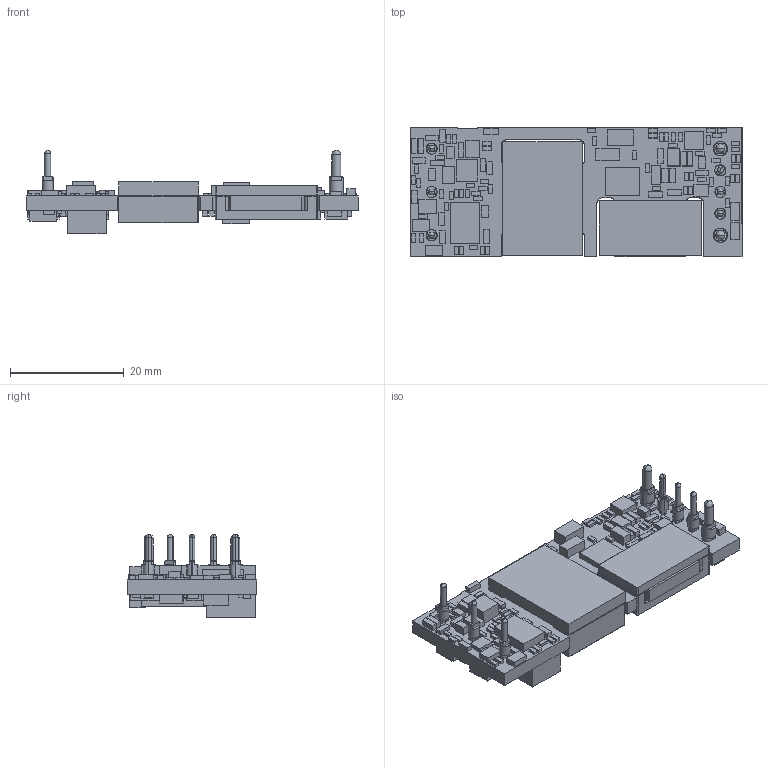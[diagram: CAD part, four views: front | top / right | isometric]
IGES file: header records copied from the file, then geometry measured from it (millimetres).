
Start section: SolidWorks IGES file using analytic representation for surfaces
Global section: file name: mps-dcdc-uee-5-30-thd-a.IGS; native system: SolidWorks 2012; preprocessor: SolidWorks 2012; author: jxiao; date: 141209.130543; units: inch
Bounding box: 58.42 x 22.86 x 14.65 mm (x, y, z)
Surface area: 8589.8 mm2 (no closed solid volume)
Topology: 0 solids, 0 shells, 1474 faces, 8364 edges, 8346 vertices
Faces by surface type: bspline 1138, revolution 336
